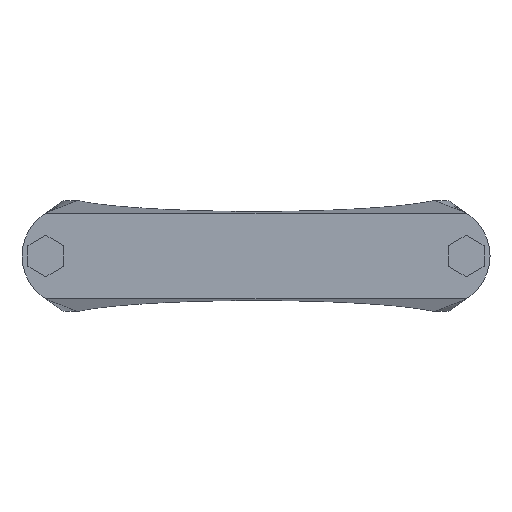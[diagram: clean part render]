
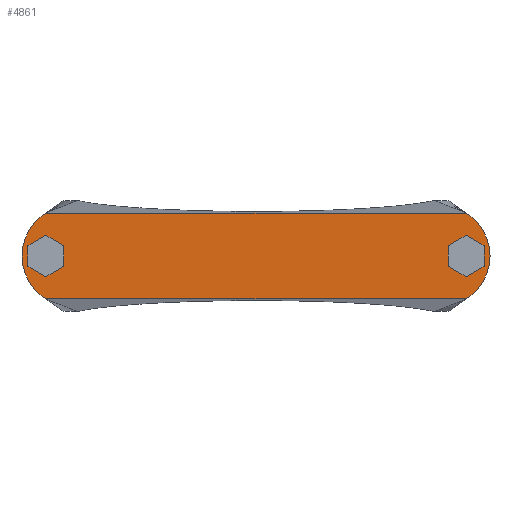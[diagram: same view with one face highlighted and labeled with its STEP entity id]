
A CAD part, front view. The second image highlights one B-rep face of the part: STEP entity #4861.
In plain terms, the highlighted planar face has unit normal (0, -1, 0).
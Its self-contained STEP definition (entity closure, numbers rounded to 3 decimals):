
#13 = AXIS2_PLACEMENT_3D ( 'NONE', #6188, #438, #4116 ) ;
#121 = VERTEX_POINT ( 'NONE', #3474 ) ;
#130 = ORIENTED_EDGE ( 'NONE', *, *, #3721, .F. ) ;
#166 = LINE ( 'NONE', #1643, #314 ) ;
#189 = VERTEX_POINT ( 'NONE', #250 ) ;
#218 = DIRECTION ( 'NONE',  ( -0.866, 0., 0.5 ) ) ;
#250 = CARTESIAN_POINT ( 'NONE',  ( -67.843, -34.798, -3.08 ) ) ;
#314 = VECTOR ( 'NONE', #4895, 1000. ) ;
#325 = VECTOR ( 'NONE', #3745, 1000. ) ;
#418 = ORIENTED_EDGE ( 'NONE', *, *, #1173, .F. ) ;
#433 = CARTESIAN_POINT ( 'NONE',  ( -67.843, -34.798, 3.08 ) ) ;
#438 = DIRECTION ( 'NONE',  ( 0., -1., 0. ) ) ;
#455 = VERTEX_POINT ( 'NONE', #2414 ) ;
#510 = VERTEX_POINT ( 'NONE', #6323 ) ;
#560 = DIRECTION ( 'NONE',  ( 0., -1., 0. ) ) ;
#608 = CARTESIAN_POINT ( 'NONE',  ( 67.843, -34.798, -3.08 ) ) ;
#671 = EDGE_CURVE ( 'NONE', #455, #1157, #4426, .T. ) ;
#710 = VECTOR ( 'NONE', #4632, 1000. ) ;
#787 = FACE_OUTER_BOUND ( 'NONE', #6420, .T. ) ;
#954 = FACE_BOUND ( 'NONE', #1307, .T. ) ;
#1146 = EDGE_CURVE ( 'NONE', #3966, #6366, #5733, .T. ) ;
#1157 = VERTEX_POINT ( 'NONE', #5473 ) ;
#1173 = EDGE_CURVE ( 'NONE', #2915, #455, #166, .T. ) ;
#1262 = VERTEX_POINT ( 'NONE', #1274 ) ;
#1274 = CARTESIAN_POINT ( 'NONE',  ( 62.566, -34.798, 12.7 ) ) ;
#1278 = ORIENTED_EDGE ( 'NONE', *, *, #671, .F. ) ;
#1307 = EDGE_LOOP ( 'NONE', ( #5761, #2066, #5573, #5004, #5349, #130 ) ) ;
#1366 = LINE ( 'NONE', #2907, #6048 ) ;
#1399 = CARTESIAN_POINT ( 'NONE',  ( -62.566, -34.798, -12.7 ) ) ;
#1440 = ORIENTED_EDGE ( 'NONE', *, *, #1670, .F. ) ;
#1465 = PLANE ( 'NONE',  #13 ) ;
#1532 = CARTESIAN_POINT ( 'NONE',  ( 62.509, -34.798, -6.159 ) ) ;
#1550 = VECTOR ( 'NONE', #3678, 1000. ) ;
#1576 = AXIS2_PLACEMENT_3D ( 'NONE', #3714, #560, #4241 ) ;
#1587 = CARTESIAN_POINT ( 'NONE',  ( 62.509, -34.798, 6.159 ) ) ;
#1643 = CARTESIAN_POINT ( 'NONE',  ( 67.843, -34.798, -3.08 ) ) ;
#1660 = CARTESIAN_POINT ( 'NONE',  ( -62.509, -34.798, -6.159 ) ) ;
#1670 = EDGE_CURVE ( 'NONE', #6248, #5769, #6299, .T. ) ;
#1710 = LINE ( 'NONE', #2660, #3293 ) ;
#1866 = LINE ( 'NONE', #4278, #1550 ) ;
#1936 = VECTOR ( 'NONE', #4961, 1000. ) ;
#1992 = DIRECTION ( 'NONE',  ( -0.866, 0., 0.5 ) ) ;
#2066 = ORIENTED_EDGE ( 'NONE', *, *, #2844, .F. ) ;
#2100 = ORIENTED_EDGE ( 'NONE', *, *, #3709, .T. ) ;
#2115 = LINE ( 'NONE', #6693, #710 ) ;
#2120 = DIRECTION ( 'NONE',  ( -0.866, 0., -0.5 ) ) ;
#2168 = AXIS2_PLACEMENT_3D ( 'NONE', #5864, #2703, #6386 ) ;
#2189 = FACE_BOUND ( 'NONE', #2241, .T. ) ;
#2241 = EDGE_LOOP ( 'NONE', ( #3686, #5303, #1440, #5448, #1278, #418 ) ) ;
#2414 = CARTESIAN_POINT ( 'NONE',  ( 67.843, -34.798, 3.08 ) ) ;
#2450 = EDGE_CURVE ( 'NONE', #2663, #2696, #5657, .T. ) ;
#2660 = CARTESIAN_POINT ( 'NONE',  ( 62.566, -34.798, 12.7 ) ) ;
#2663 = VERTEX_POINT ( 'NONE', #5118 ) ;
#2696 = VERTEX_POINT ( 'NONE', #3050 ) ;
#2700 = VERTEX_POINT ( 'NONE', #433 ) ;
#2703 = DIRECTION ( 'NONE',  ( 0., -1., 0. ) ) ;
#2804 = EDGE_CURVE ( 'NONE', #1262, #3043, #1710, .T. ) ;
#2808 = EDGE_CURVE ( 'NONE', #2889, #2663, #3122, .T. ) ;
#2836 = LINE ( 'NONE', #1532, #5817 ) ;
#2844 = EDGE_CURVE ( 'NONE', #2700, #189, #1866, .T. ) ;
#2854 = VECTOR ( 'NONE', #218, 1000. ) ;
#2889 = VERTEX_POINT ( 'NONE', #3311 ) ;
#2907 = CARTESIAN_POINT ( 'NONE',  ( 57.175, -34.798, -3.08 ) ) ;
#2915 = VERTEX_POINT ( 'NONE', #608 ) ;
#3041 = CARTESIAN_POINT ( 'NONE',  ( 62.566, -34.798, -12.7 ) ) ;
#3043 = VERTEX_POINT ( 'NONE', #3531 ) ;
#3050 = CARTESIAN_POINT ( 'NONE',  ( -62.509, -34.798, 6.159 ) ) ;
#3122 = LINE ( 'NONE', #3225, #325 ) ;
#3186 = EDGE_CURVE ( 'NONE', #2696, #2700, #4920, .T. ) ;
#3225 = CARTESIAN_POINT ( 'NONE',  ( -57.175, -34.798, -3.08 ) ) ;
#3266 = DIRECTION ( 'NONE',  ( 1., 0., 0. ) ) ;
#3293 = VECTOR ( 'NONE', #6349, 1000. ) ;
#3311 = CARTESIAN_POINT ( 'NONE',  ( -57.175, -34.798, -3.08 ) ) ;
#3356 = CARTESIAN_POINT ( 'NONE',  ( -57.175, -34.798, 3.08 ) ) ;
#3455 = DIRECTION ( 'NONE',  ( 0.866, 0., -0.5 ) ) ;
#3474 = CARTESIAN_POINT ( 'NONE',  ( 62.509, -34.798, -6.159 ) ) ;
#3531 = CARTESIAN_POINT ( 'NONE',  ( -62.566, -34.798, 12.7 ) ) ;
#3678 = DIRECTION ( 'NONE',  ( 0., 0., -1. ) ) ;
#3681 = CIRCLE ( 'NONE', #1576, 14.986 ) ;
#3686 = ORIENTED_EDGE ( 'NONE', *, *, #5978, .F. ) ;
#3689 = CARTESIAN_POINT ( 'NONE',  ( -62.566, -34.798, -12.7 ) ) ;
#3709 = EDGE_CURVE ( 'NONE', #3043, #3966, #5161, .T. ) ;
#3714 = CARTESIAN_POINT ( 'NONE',  ( 54.61, -34.798, 0. ) ) ;
#3718 = ORIENTED_EDGE ( 'NONE', *, *, #4538, .T. ) ;
#3721 = EDGE_CURVE ( 'NONE', #510, #2889, #3777, .T. ) ;
#3745 = DIRECTION ( 'NONE',  ( 0., 0., 1. ) ) ;
#3777 = LINE ( 'NONE', #1660, #6536 ) ;
#3791 = DIRECTION ( 'NONE',  ( 0.866, 0., 0.5 ) ) ;
#3894 = EDGE_CURVE ( 'NONE', #5769, #121, #1366, .T. ) ;
#3966 = VERTEX_POINT ( 'NONE', #1399 ) ;
#4111 = EDGE_CURVE ( 'NONE', #1157, #6248, #4494, .T. ) ;
#4116 = DIRECTION ( 'NONE',  ( 0., 0., -1. ) ) ;
#4162 = DIRECTION ( 'NONE',  ( 0.866, 0., 0.5 ) ) ;
#4241 = DIRECTION ( 'NONE',  ( 0., 0., -1. ) ) ;
#4278 = CARTESIAN_POINT ( 'NONE',  ( -67.843, -34.798, 3.08 ) ) ;
#4343 = VECTOR ( 'NONE', #2120, 1000. ) ;
#4354 = ORIENTED_EDGE ( 'NONE', *, *, #2804, .T. ) ;
#4426 = LINE ( 'NONE', #4504, #5647 ) ;
#4487 = EDGE_CURVE ( 'NONE', #189, #510, #2115, .T. ) ;
#4494 = LINE ( 'NONE', #1587, #4343 ) ;
#4501 = VECTOR ( 'NONE', #3266, 1000. ) ;
#4504 = CARTESIAN_POINT ( 'NONE',  ( 67.843, -34.798, 3.08 ) ) ;
#4538 = EDGE_CURVE ( 'NONE', #6366, #1262, #3681, .T. ) ;
#4632 = DIRECTION ( 'NONE',  ( 0.866, 0., -0.5 ) ) ;
#4861 = ADVANCED_FACE ( 'NONE', ( #954, #787, #2189 ), #1465, .T. ) ;
#4895 = DIRECTION ( 'NONE',  ( 0., 0., 1. ) ) ;
#4920 = LINE ( 'NONE', #6220, #6312 ) ;
#4961 = DIRECTION ( 'NONE',  ( 0., 0., -1. ) ) ;
#5004 = ORIENTED_EDGE ( 'NONE', *, *, #2450, .F. ) ;
#5118 = CARTESIAN_POINT ( 'NONE',  ( -57.175, -34.798, 3.08 ) ) ;
#5161 = CIRCLE ( 'NONE', #2168, 14.986 ) ;
#5183 = CARTESIAN_POINT ( 'NONE',  ( 57.175, -34.798, 3.08 ) ) ;
#5303 = ORIENTED_EDGE ( 'NONE', *, *, #3894, .F. ) ;
#5349 = ORIENTED_EDGE ( 'NONE', *, *, #2808, .F. ) ;
#5422 = ORIENTED_EDGE ( 'NONE', *, *, #1146, .T. ) ;
#5448 = ORIENTED_EDGE ( 'NONE', *, *, #4111, .F. ) ;
#5473 = CARTESIAN_POINT ( 'NONE',  ( 62.509, -34.798, 6.159 ) ) ;
#5573 = ORIENTED_EDGE ( 'NONE', *, *, #3186, .F. ) ;
#5647 = VECTOR ( 'NONE', #1992, 1000. ) ;
#5657 = LINE ( 'NONE', #3356, #2854 ) ;
#5733 = LINE ( 'NONE', #3689, #4501 ) ;
#5761 = ORIENTED_EDGE ( 'NONE', *, *, #4487, .F. ) ;
#5769 = VERTEX_POINT ( 'NONE', #6485 ) ;
#5817 = VECTOR ( 'NONE', #4162, 1000. ) ;
#5864 = CARTESIAN_POINT ( 'NONE',  ( -54.61, -34.798, 0. ) ) ;
#5978 = EDGE_CURVE ( 'NONE', #121, #2915, #2836, .T. ) ;
#6048 = VECTOR ( 'NONE', #3455, 1000. ) ;
#6188 = CARTESIAN_POINT ( 'NONE',  ( -54.61, -34.798, 0. ) ) ;
#6220 = CARTESIAN_POINT ( 'NONE',  ( -62.509, -34.798, 6.159 ) ) ;
#6248 = VERTEX_POINT ( 'NONE', #5183 ) ;
#6299 = LINE ( 'NONE', #6346, #1936 ) ;
#6312 = VECTOR ( 'NONE', #6698, 1000. ) ;
#6323 = CARTESIAN_POINT ( 'NONE',  ( -62.509, -34.798, -6.159 ) ) ;
#6346 = CARTESIAN_POINT ( 'NONE',  ( 57.175, -34.798, 3.08 ) ) ;
#6349 = DIRECTION ( 'NONE',  ( -1., 0., 0. ) ) ;
#6366 = VERTEX_POINT ( 'NONE', #3041 ) ;
#6386 = DIRECTION ( 'NONE',  ( 0., 0., -1. ) ) ;
#6420 = EDGE_LOOP ( 'NONE', ( #2100, #5422, #3718, #4354 ) ) ;
#6485 = CARTESIAN_POINT ( 'NONE',  ( 57.175, -34.798, -3.08 ) ) ;
#6536 = VECTOR ( 'NONE', #3791, 1000. ) ;
#6693 = CARTESIAN_POINT ( 'NONE',  ( -67.843, -34.798, -3.08 ) ) ;
#6698 = DIRECTION ( 'NONE',  ( -0.866, 0., -0.5 ) ) ;
